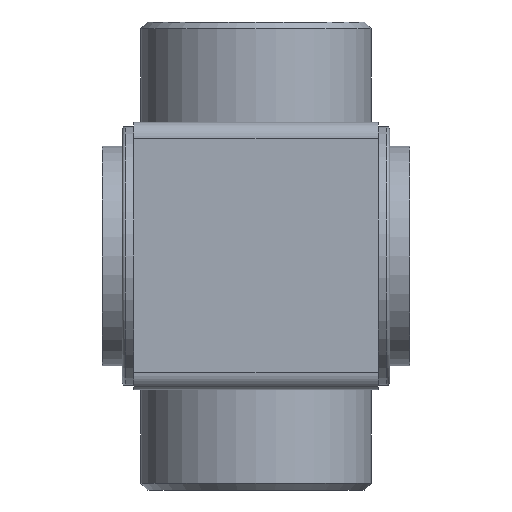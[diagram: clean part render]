
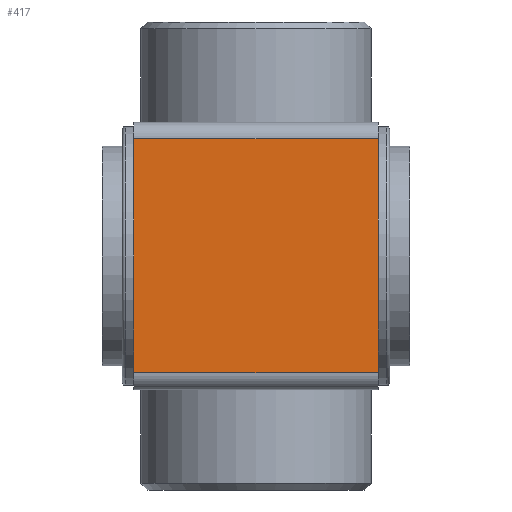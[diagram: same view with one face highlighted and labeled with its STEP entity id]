
A CAD part, left-side view. The second image highlights one B-rep face of the part: STEP entity #417.
In plain terms, the highlighted planar face has unit normal (-1, 0, 0).
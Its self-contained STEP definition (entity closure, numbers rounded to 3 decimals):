
#26=LINE('',#716,#42);
#27=LINE('',#719,#43);
#28=LINE('',#721,#44);
#29=LINE('',#723,#45);
#42=VECTOR('',#532,1000.);
#43=VECTOR('',#533,1000.);
#44=VECTOR('',#534,1000.);
#45=VECTOR('',#535,1000.);
#58=PLANE('',#463);
#104=ORIENTED_EDGE('',*,*,#200,.T.);
#105=ORIENTED_EDGE('',*,*,#201,.F.);
#106=ORIENTED_EDGE('',*,*,#202,.F.);
#107=ORIENTED_EDGE('',*,*,#203,.T.);
#200=EDGE_CURVE('',#248,#249,#26,.T.);
#201=EDGE_CURVE('',#250,#249,#27,.T.);
#202=EDGE_CURVE('',#251,#250,#28,.T.);
#203=EDGE_CURVE('',#251,#248,#29,.T.);
#248=VERTEX_POINT('',#717);
#249=VERTEX_POINT('',#718);
#250=VERTEX_POINT('',#720);
#251=VERTEX_POINT('',#722);
#290=EDGE_LOOP('',(#104,#105,#106,#107));
#348=FACE_BOUND('',#290,.T.);
#417=ADVANCED_FACE('',(#348),#58,.F.);
#463=AXIS2_PLACEMENT_3D('',#715,#530,#531);
#530=DIRECTION('',(1.,0.,0.));
#531=DIRECTION('',(0.,0.,-1.));
#532=DIRECTION('',(0.,0.,1.));
#533=DIRECTION('',(0.,-1.,0.));
#534=DIRECTION('',(0.,0.,1.));
#535=DIRECTION('',(0.,-1.,0.));
#715=CARTESIAN_POINT('',(-8.,7.3,-7.));
#716=CARTESIAN_POINT('',(-8.,-7.3,-7.));
#717=CARTESIAN_POINT('',(-8.,-7.3,-7.));
#718=CARTESIAN_POINT('',(-8.,-7.3,7.));
#719=CARTESIAN_POINT('',(-8.,7.3,7.));
#720=CARTESIAN_POINT('',(-8.,7.3,7.));
#721=CARTESIAN_POINT('',(-8.,7.3,-7.));
#722=CARTESIAN_POINT('',(-8.,7.3,-7.));
#723=CARTESIAN_POINT('',(-8.,7.3,-7.));
